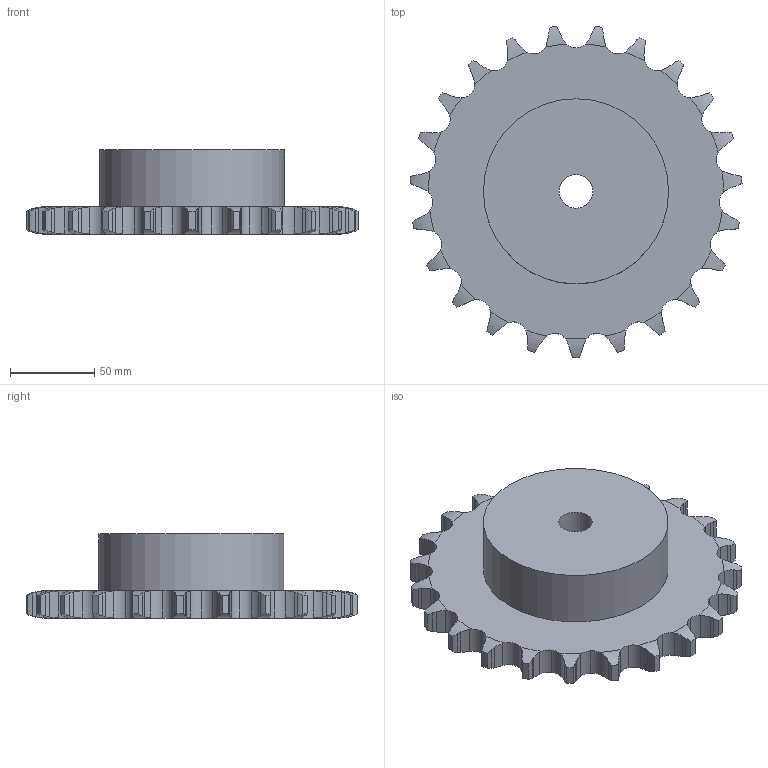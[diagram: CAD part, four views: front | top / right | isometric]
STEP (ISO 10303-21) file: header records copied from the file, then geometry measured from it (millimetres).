
FILE_DESCRIPTION(('FreeCAD Model'),'2;1');
FILE_NAME('Open CASCADE Shape Model','2021-06-06T08:34:30',('FreeCAD'),( 'FreeCAD'),'Open CASCADE STEP processor 7.4','FreeCAD','Unknown');
FILE_SCHEMA(('AUTOMOTIVE_DESIGN { 1 0 10303 214 1 1 1 1 }'));
Length unit declared in the file: millimetre
Products named in the file (1): Open CASCADE STEP translator 7.4 16
Bounding box: 197.26 x 196.82 x 50 mm (x, y, z)
Volume: 719984.3 mm3; surface area: 79535.2 mm2
Topology: 1 solids, 1 shells, 261 faces, 772 edges, 515 vertices
Faces by surface type: cylinder 163, plane 50, torus 48
Full cylindrical faces by diameter (mm): 20 x1, 110 x1
Entity records: 23754 total; most frequent: CARTESIAN_POINT 10713, DIRECTION 1782, ORIENTED_EDGE 1544, PCURVE 1544, DEFINITIONAL_REPRESENTATION 1544, B_SPLINE_CURVE_WITH_KNOTS 1110, LINE 867, VECTOR 867
